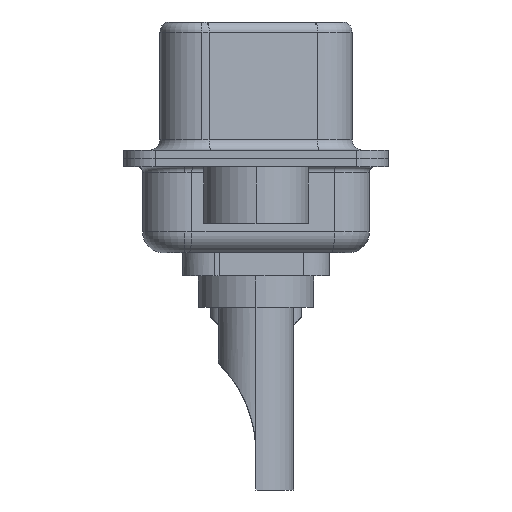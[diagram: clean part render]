
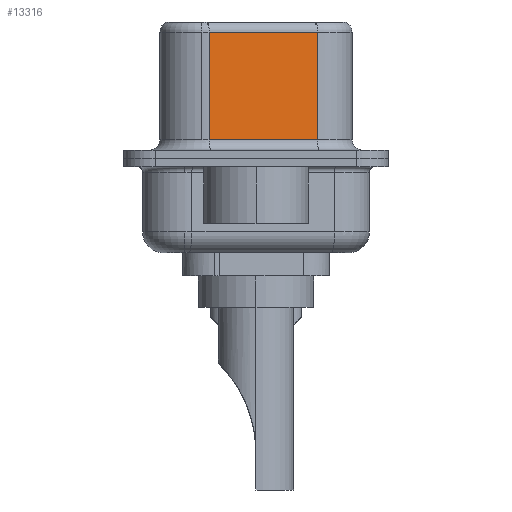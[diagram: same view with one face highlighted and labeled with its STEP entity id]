
A CAD part, left-side view. The second image highlights one B-rep face of the part: STEP entity #13316.
In plain terms, the highlighted planar face has unit normal (-0.985, -0.174, 0).
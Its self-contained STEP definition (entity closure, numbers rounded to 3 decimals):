
#51 = DIRECTION ( 'NONE',  ( 0., 0., -1. ) ) ;
#495 = VERTEX_POINT ( 'NONE', #942 ) ;
#614 = CARTESIAN_POINT ( 'NONE',  ( 4.58, -2.927, 6.02 ) ) ;
#942 = CARTESIAN_POINT ( 'NONE',  ( 3.67, 2.233, 6.02 ) ) ;
#1676 = CARTESIAN_POINT ( 'NONE',  ( 3.67, 2.233, 6.52 ) ) ;
#2511 = ORIENTED_EDGE ( 'NONE', *, *, #12310, .T. ) ;
#2826 = CARTESIAN_POINT ( 'NONE',  ( 4.58, -2.927, 0.9 ) ) ;
#2856 = PLANE ( 'NONE',  #3566 ) ;
#3030 = VECTOR ( 'NONE', #51, 1000. ) ;
#3109 = FACE_OUTER_BOUND ( 'NONE', #8041, .T. ) ;
#3365 = ORIENTED_EDGE ( 'NONE', *, *, #4310, .T. ) ;
#3566 = AXIS2_PLACEMENT_3D ( 'NONE', #5860, #16696, #19492 ) ;
#4310 = EDGE_CURVE ( 'NONE', #14212, #495, #10431, .T. ) ;
#4766 = ORIENTED_EDGE ( 'NONE', *, *, #14621, .T. ) ;
#5471 = VECTOR ( 'NONE', #16613, 1000. ) ;
#5705 = LINE ( 'NONE', #1676, #5471 ) ;
#5860 = CARTESIAN_POINT ( 'NONE',  ( 4.58, -2.927, 6.52 ) ) ;
#7211 = CARTESIAN_POINT ( 'NONE',  ( 4.58, -2.927, 6.02 ) ) ;
#7433 = EDGE_CURVE ( 'NONE', #14212, #19330, #8153, .T. ) ;
#7568 = LINE ( 'NONE', #10425, #14669 ) ;
#8041 = EDGE_LOOP ( 'NONE', ( #16328, #3365, #2511, #4766 ) ) ;
#8153 = LINE ( 'NONE', #18167, #3030 ) ;
#9460 = VECTOR ( 'NONE', #18700, 1000. ) ;
#10425 = CARTESIAN_POINT ( 'NONE',  ( 4.58, -2.927, 0.9 ) ) ;
#10431 = LINE ( 'NONE', #614, #9460 ) ;
#11816 = CARTESIAN_POINT ( 'NONE',  ( 3.67, 2.233, 0.9 ) ) ;
#12310 = EDGE_CURVE ( 'NONE', #495, #17305, #5705, .T. ) ;
#13316 = ADVANCED_FACE ( 'NONE', ( #3109 ), #2856, .F. ) ;
#14212 = VERTEX_POINT ( 'NONE', #7211 ) ;
#14621 = EDGE_CURVE ( 'NONE', #17305, #19330, #7568, .T. ) ;
#14669 = VECTOR ( 'NONE', #15140, 1000. ) ;
#15140 = DIRECTION ( 'NONE',  ( 0.174, -0.985, 0. ) ) ;
#16328 = ORIENTED_EDGE ( 'NONE', *, *, #7433, .F. ) ;
#16613 = DIRECTION ( 'NONE',  ( 0., 0., -1. ) ) ;
#16696 = DIRECTION ( 'NONE',  ( 0.985, 0.174, 0. ) ) ;
#17305 = VERTEX_POINT ( 'NONE', #11816 ) ;
#18167 = CARTESIAN_POINT ( 'NONE',  ( 4.58, -2.927, 6.52 ) ) ;
#18700 = DIRECTION ( 'NONE',  ( -0.174, 0.985, 0. ) ) ;
#19330 = VERTEX_POINT ( 'NONE', #2826 ) ;
#19492 = DIRECTION ( 'NONE',  ( -0.174, 0.985, 0. ) ) ;
